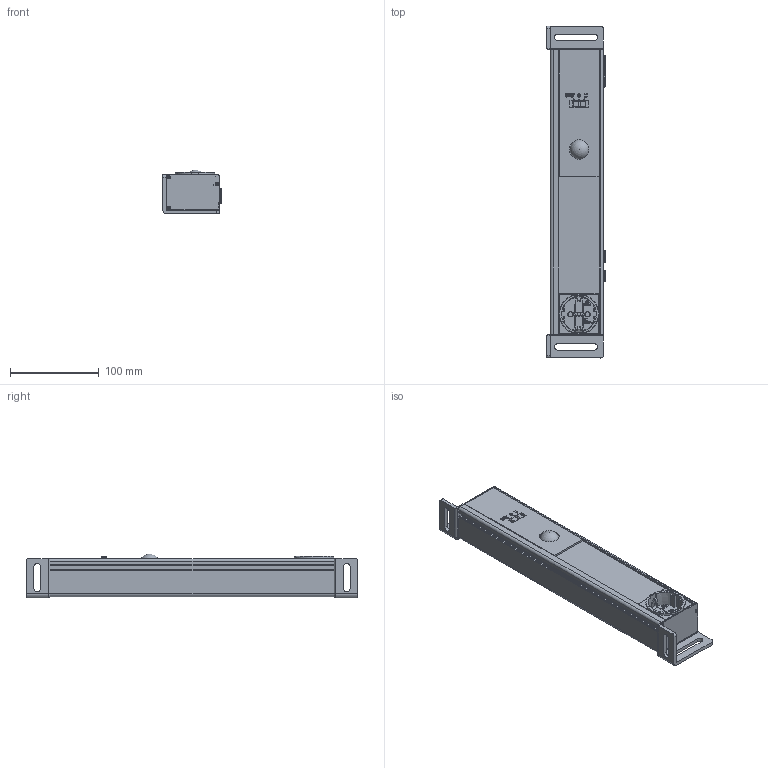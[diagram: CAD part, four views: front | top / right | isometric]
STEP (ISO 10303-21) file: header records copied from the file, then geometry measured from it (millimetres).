
FILE_DESCRIPTION(/* description */ (''),/* implementation_level */ '2;1');
FILE_NAME(/* name */ '108157_LED-A-325-B-E.stp',/* time_stamp */ '2024-09-01T11:14:17+02:00',/* author */ ('CAD'),/* organization */ (''),/* preprocessor_version */ 'ST-DEVELOPER v15.6',/* originating_system */ 'Autodesk Inventor 2015',/* authorisation */ '');
FILE_SCHEMA (('AUTOMOTIVE_DESIGN { 1 0 10303 214 3 1 1 }'));
Products named in the file (1): 108157_LED-A-325-B-E_Shrinkwrap_1
Bounding box: 66 x 375 x 49.6 mm (x, y, z)
Surface area: 189948.5 mm2 (no closed solid volume)
Topology: 0 solids, 93 shells, 1613 faces, 6158 edges, 4629 vertices
Faces by surface type: plane 1200, cylinder 306, bspline 48, cone 35, sphere 15, torus 9
Full cylindrical faces by diameter (mm): 1.2 x3, 2.5 x4, 2.797 x1, 2.8 x2, 3.3 x2, 5.5 x2, 8.2 x1, 20.902 x1, 22 x1, 25 x1, 26 x1, 28 x1
Entity records: 68807 total; most frequent: CARTESIAN_POINT 17214, ORIENTED_EDGE 10020, DIRECTION 9651, EDGE_CURVE 6110, LINE 4881, VECTOR 4881, VERTEX_POINT 4624, AXIS2_PLACEMENT_3D 2385
